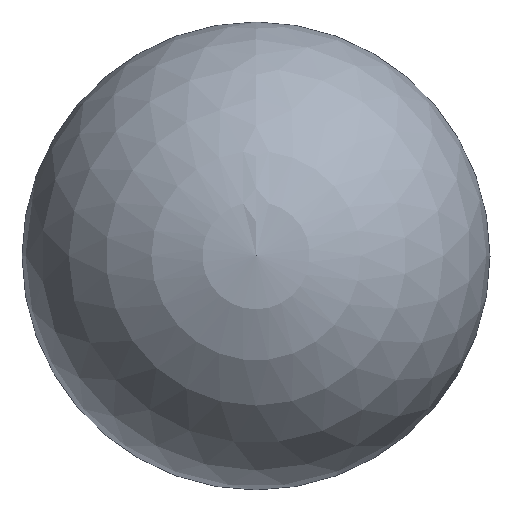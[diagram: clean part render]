
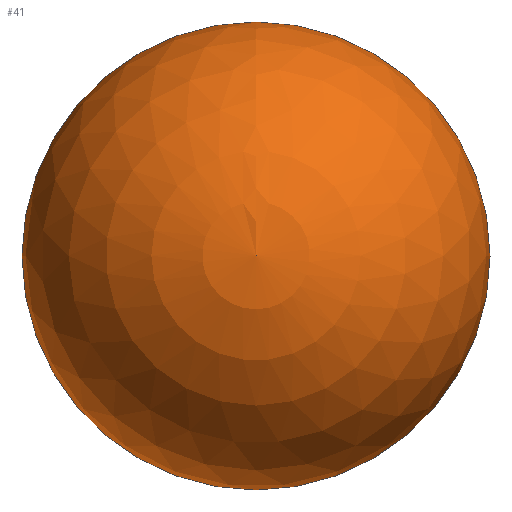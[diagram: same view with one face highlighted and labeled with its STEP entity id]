
A CAD part, top view. The second image highlights one B-rep face of the part: STEP entity #41.
In plain terms, the highlighted spherical face has radius 16 mm.
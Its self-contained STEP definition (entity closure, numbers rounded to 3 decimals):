
#41 = ADVANCED_FACE( '', ( #84 ), #85, .T. );
#84 = FACE_OUTER_BOUND( '', #126, .T. );
#85 = SPHERICAL_SURFACE( '', #127, 16. );
#126 = EDGE_LOOP( '', ( #170 ) );
#127 = AXIS2_PLACEMENT_3D( '', #171, #172, #173 );
#170 = ORIENTED_EDGE( '', *, *, #208, .F. );
#171 = CARTESIAN_POINT( '', ( 0., 0., 54. ) );
#172 = DIRECTION( '', ( 0., 0., 1. ) );
#173 = DIRECTION( '', ( 0., 1., 0. ) );
#208 = EDGE_CURVE( '', #231, #231, #232, .F. );
#231 = VERTEX_POINT( '', #256 );
#232 = CIRCLE( '', #257, 15.98 );
#256 = CARTESIAN_POINT( '', ( 0., -15.98, 53.193 ) );
#257 = AXIS2_PLACEMENT_3D( '', #281, #282, #283 );
#281 = CARTESIAN_POINT( '', ( 0., 0., 53.193 ) );
#282 = DIRECTION( '', ( 0., 0., 1. ) );
#283 = DIRECTION( '', ( 0., -1., 0. ) );
